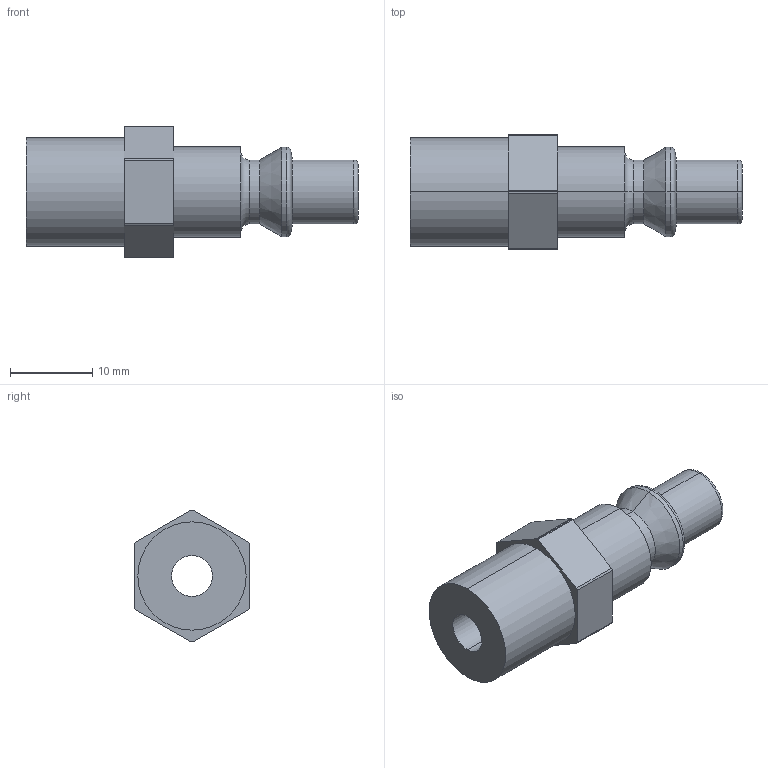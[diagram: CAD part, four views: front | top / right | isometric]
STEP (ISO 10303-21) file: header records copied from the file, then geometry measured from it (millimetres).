
FILE_DESCRIPTION (( 'STEP AP214' ), '1' );
FILE_NAME ('ARP06.6151.STEP', '2018-09-11T11:28:51', ( '' ), ( '' ), 'SwSTEP 2.0', 'SolidWorks 2018', '' );
FILE_SCHEMA (( 'AUTOMOTIVE_DESIGN' ));
Length unit declared in the file: millimetre
Products named in the file (1): ARP06.6151
Bounding box: 40.47 x 14 x 16 mm (x, y, z)
Volume: 3439 mm3; surface area: 2410.1 mm2
Topology: 1 solids, 1 shells, 40 faces, 91 edges, 56 vertices
Faces by surface type: cylinder 19, plane 11, torus 6, cone 4
Entity records: 1193 total; most frequent: DIRECTION 223, CARTESIAN_POINT 188, ORIENTED_EDGE 182, AXIS2_PLACEMENT_3D 91, EDGE_CURVE 91, VERTEX_POINT 56, CIRCLE 50, EDGE_LOOP 45
